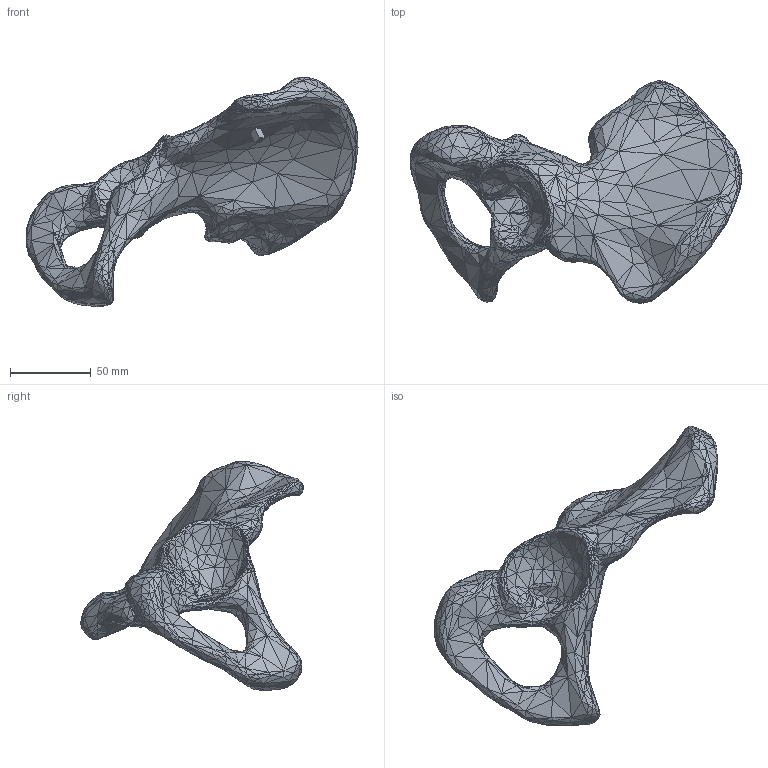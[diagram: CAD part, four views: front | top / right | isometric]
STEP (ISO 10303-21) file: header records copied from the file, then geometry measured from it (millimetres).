
FILE_DESCRIPTION(/* description */ (''),/* implementation_level */ '2;1');
FILE_NAME(/* name */ 'Right hip bone_.step',/* time_stamp */ '2024-03-26T10:57:09-04:00',/* author */ (''),/* organization */ (''),/* preprocessor_version */ 'ST-DEVELOPER v20',/* originating_system */ 'Autodesk Translation Framework v12.20.1.177',/* authorisation */ '');
FILE_SCHEMA (('AUTOMOTIVE_DESIGN { 1 0 10303 214 3 1 1 }'));
Length unit declared in the file: millimetre
Products named in the file (1): Right hip bone
Bounding box: 205.72 x 137.9 x 142.08 mm (x, y, z)
Volume: 315328.7 mm3; surface area: 56530.7 mm2
Topology: 1 solids, 1 shells, 2379 faces, 3573 edges, 1195 vertices
Faces by surface type: plane 2379
Entity records: 46476 total; most frequent: DIRECTION 8333, CARTESIAN_POINT 7148, ORIENTED_EDGE 7146, LINE 3573, VECTOR 3573, EDGE_CURVE 3573, EDGE_LOOP 2380, AXIS2_PLACEMENT_3D 2380
